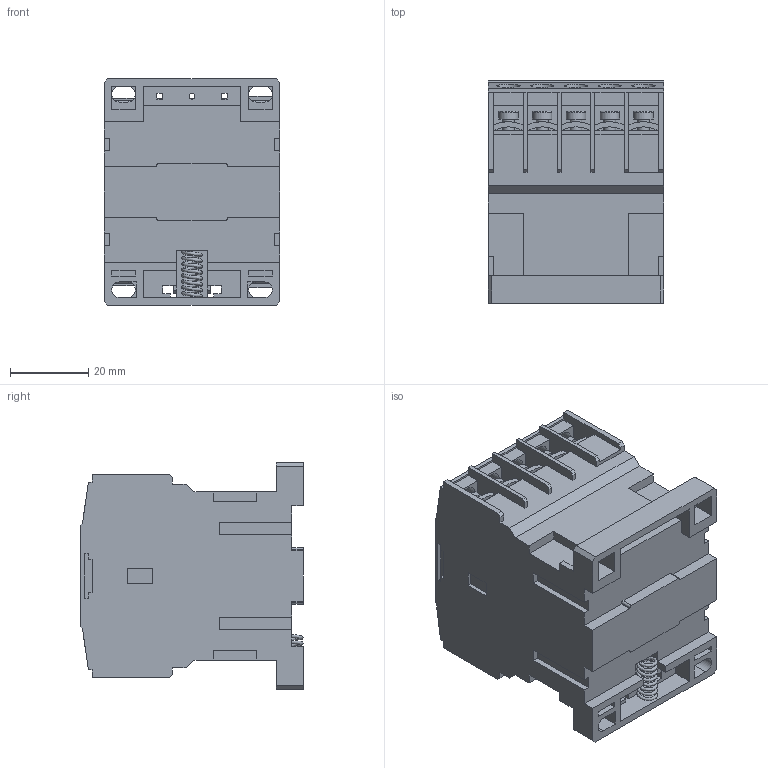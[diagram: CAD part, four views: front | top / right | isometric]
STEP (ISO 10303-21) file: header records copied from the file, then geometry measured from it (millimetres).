
FILE_DESCRIPTION (( 'STEP AP203' ), '1' );
FILE_NAME ('KMM11-006-024-10 Ìèíèêîíòàêòîð ÌÊÈ-10610 6À 24Â_ÀÑ3 1ÍÎ ÈÝÊ.STEP', '2017-12-05T12:45:32', ( '' ), ( '' ), 'SwSTEP 2.0', 'SolidWorks 2014', '' );
FILE_SCHEMA (( 'CONFIG_CONTROL_DESIGN' ));
Length unit declared in the file: millimetre
Products named in the file (1): KMM11-006-024-10 Ìèíèêîíòàêòîð ÌÊÈ-10610 6À 24Â_ÀÑ3 1ÍÎ ÈÝÊ
Bounding box: 45 x 57 x 58 mm (x, y, z)
Volume: 106533.1 mm3; surface area: 24841.1 mm2
Topology: 1 solids, 1 shells, 669 faces, 1833 edges, 1205 vertices
Faces by surface type: plane 585, cylinder 73, torus 10, bspline 1
Full cylindrical faces by diameter (mm): 1.5 x1, 3 x20, 5 x10, 6 x10
Entity records: 22581 total; most frequent: CARTESIAN_POINT 5640, ORIENTED_EDGE 3540, DIRECTION 3206, EDGE_CURVE 1770, VECTOR 1604, LINE 1604, VERTEX_POINT 1194, EDGE_LOOP 824
